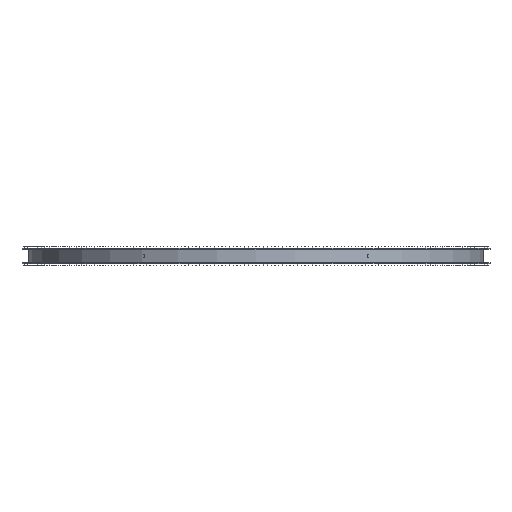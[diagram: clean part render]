
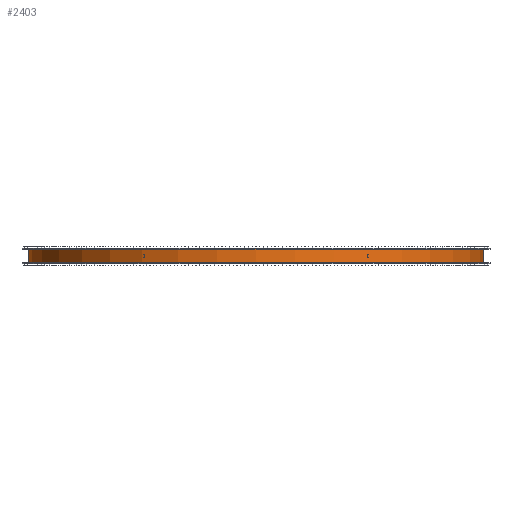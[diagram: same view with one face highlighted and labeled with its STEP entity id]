
A CAD part, front view. The second image highlights one B-rep face of the part: STEP entity #2403.
In plain terms, the highlighted cylindrical face has radius 371.9 mm (diameter 743.8 mm), a partial arc.
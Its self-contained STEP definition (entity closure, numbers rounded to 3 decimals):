
#817=CYLINDRICAL_SURFACE('',#37961,371.9);
#2403=ADVANCED_FACE('',(#4756),#817,.T.);
#4756=FACE_OUTER_BOUND('',#7890,.F.);
#7890=EDGE_LOOP('',(#11960,#11961,#11962,#11963));
#11960=ORIENTED_EDGE('',*,*,#26983,.F.);
#11961=ORIENTED_EDGE('',*,*,#26939,.F.);
#11962=ORIENTED_EDGE('',*,*,#26984,.T.);
#11963=ORIENTED_EDGE('',*,*,#26947,.F.);
#20563=LINE('',#56217,#22169);
#20564=LINE('',#56218,#22170);
#22169=VECTOR('',#40481,22.4);
#22170=VECTOR('',#40482,22.4);
#23751=CIRCLE('',#34824,371.9);
#23757=CIRCLE('',#34830,371.9);
#26939=EDGE_CURVE('',#34668,#34667,#23751,.T.);
#26947=EDGE_CURVE('',#34661,#34662,#23757,.T.);
#26983=EDGE_CURVE('',#34667,#34661,#20563,.T.);
#26984=EDGE_CURVE('',#34668,#34662,#20564,.T.);
#34661=VERTEX_POINT('',#55931);
#34662=VERTEX_POINT('',#55932);
#34667=VERTEX_POINT('',#55937);
#34668=VERTEX_POINT('',#55938);
#34824=AXIS2_PLACEMENT_3D('',#56173,#40409,#40410);
#34830=AXIS2_PLACEMENT_3D('',#56181,#40423,#40424);
#37961=AXIS2_PLACEMENT_3D('',#60866,#48239,#48240);
#40409=DIRECTION('',(0.,0.,1.));
#40410=DIRECTION('',(-1.,0.,0.));
#40423=DIRECTION('',(0.,0.,-1.));
#40424=DIRECTION('',(1.,0.,0.));
#40481=DIRECTION('',(0.,0.,1.));
#40482=DIRECTION('',(0.,0.,1.));
#48239=DIRECTION('',(0.,0.,1.));
#48240=DIRECTION('',(-1.,0.,0.));
#55931=CARTESIAN_POINT('',(371.9,0.,23.9));
#55932=CARTESIAN_POINT('',(-371.9,0.,23.9));
#55937=CARTESIAN_POINT('',(371.9,0.,1.5));
#55938=CARTESIAN_POINT('',(-371.9,0.,1.5));
#56173=CARTESIAN_POINT('',(0.,0.,1.5));
#56181=CARTESIAN_POINT('',(0.,0.,23.9));
#56217=CARTESIAN_POINT('',(371.9,0.,1.5));
#56218=CARTESIAN_POINT('',(-371.9,0.,1.5));
#60866=CARTESIAN_POINT('',(0.,0.,0.));
